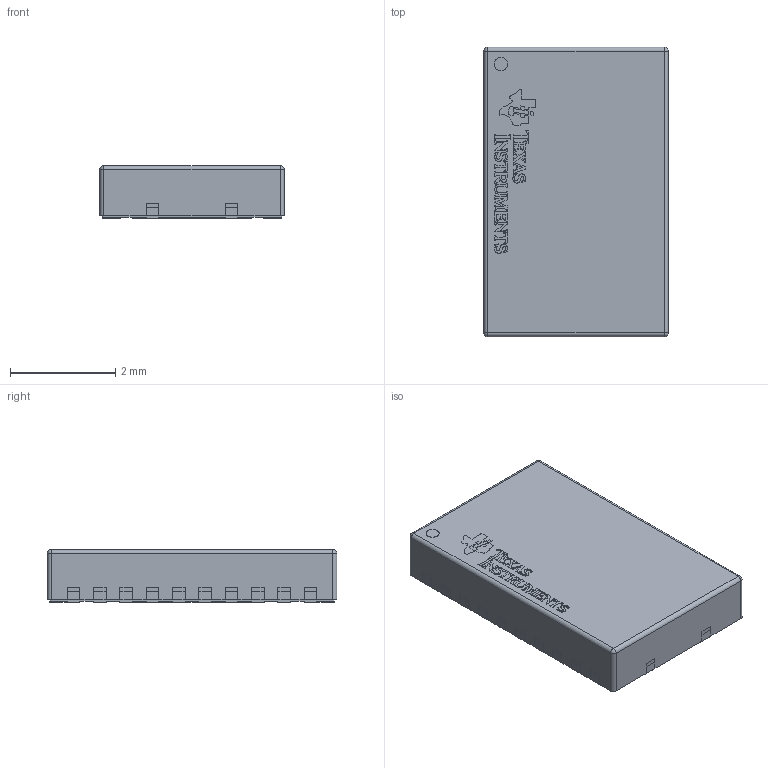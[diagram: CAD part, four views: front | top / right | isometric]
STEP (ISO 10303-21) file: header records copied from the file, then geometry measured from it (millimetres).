
FILE_DESCRIPTION (( 'STEP AP214' ), '1' );
FILE_NAME ('DRV8850RGYR.STEP', '2022-11-02T14:02:21', ( '' ), ( '' ), 'SwSTEP 2.0', 'SolidWorks 2022', '' );
FILE_SCHEMA (( 'AUTOMOTIVE_DESIGN' ));
Length unit declared in the file: millimetre
Products named in the file (3): TI Logo; DRV8850RGYR; DRV8850RGYR_D PIN  2
Assembly tree (2 placements, depth 2):
  DRV8850RGYR
    DRV8850RGYR_D PIN  2
    TI Logo
Bounding box: 3.5 x 5.5 x 1 mm (x, y, z)
Volume: 18.9 mm3; surface area: 128.4 mm2
Topology: 77 solids, 77 shells, 968 faces, 2566 edges, 1704 vertices
Faces by surface type: plane 634, bspline 246, cylinder 84, sphere 4
Entity records: 33565 total; most frequent: CARTESIAN_POINT 8433, ORIENTED_EDGE 5124, DIRECTION 3692, EDGE_CURVE 2562, LINE 1902, VECTOR 1902, VERTEX_POINT 1704, EDGE_LOOP 992
